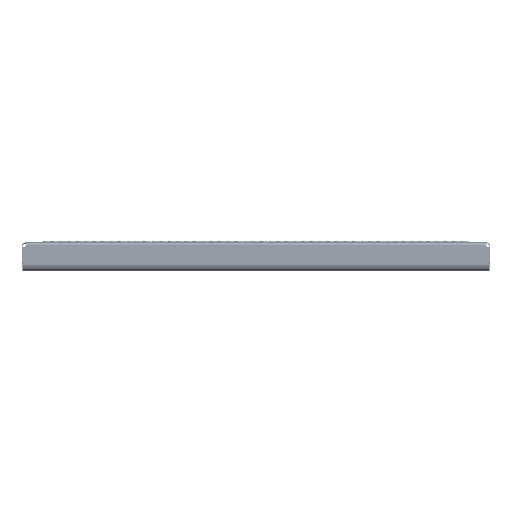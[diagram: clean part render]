
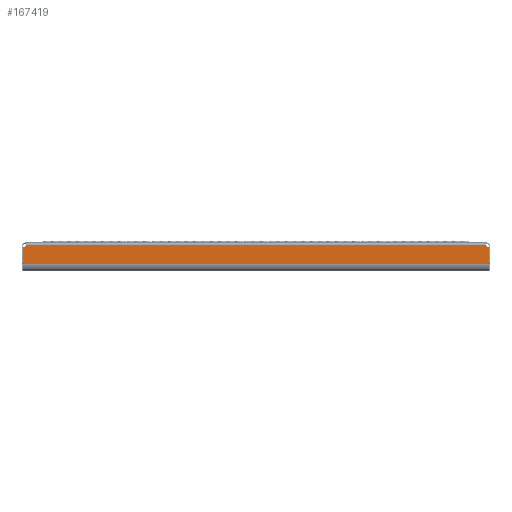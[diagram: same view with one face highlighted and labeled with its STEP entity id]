
A CAD part, top view. The second image highlights one B-rep face of the part: STEP entity #167419.
In plain terms, the highlighted planar face has unit normal (0, 0, 1).
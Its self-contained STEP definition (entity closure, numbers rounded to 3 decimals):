
#1176 = VECTOR ( 'NONE', #3493, 1000. ) ;
#1179 = VECTOR ( 'NONE', #3763, 1000. ) ;
#1184 = VECTOR ( 'NONE', #3786, 1000. ) ;
#1185 = CIRCLE ( 'NONE', #1190, 5. ) ;
#1190 = AXIS2_PLACEMENT_3D ( 'NONE', #3814, #3817, #3819 ) ;
#1191 = VECTOR ( 'NONE', #3824, 1000. ) ;
#1192 = CIRCLE ( 'NONE', #1193, 5. ) ;
#1193 = AXIS2_PLACEMENT_3D ( 'NONE', #3826, #3828, #3830 ) ;
#3490 = CARTESIAN_POINT ( 'NONE',  ( -347.99, -7.185, 125. ) ) ;
#3493 = DIRECTION ( 'NONE',  ( 0., -1., 0. ) ) ;
#3761 = CARTESIAN_POINT ( 'NONE',  ( -349., -4., 125. ) ) ;
#3763 = DIRECTION ( 'NONE',  ( 1., 0., 0. ) ) ;
#3784 = CARTESIAN_POINT ( 'NONE',  ( 347.99, -7.185, 125. ) ) ;
#3786 = DIRECTION ( 'NONE',  ( 0., 1., 0. ) ) ;
#3814 = CARTESIAN_POINT ( 'NONE',  ( 349., -2.288, 125. ) ) ;
#3817 = DIRECTION ( 'NONE',  ( 0., 0., -1. ) ) ;
#3819 = DIRECTION ( 'NONE',  ( 0., -1., 0. ) ) ;
#3821 = CARTESIAN_POINT ( 'NONE',  ( -347.99, -32.498, 125. ) ) ;
#3824 = DIRECTION ( 'NONE',  ( 1., 0., 0. ) ) ;
#3826 = CARTESIAN_POINT ( 'NONE',  ( -349., -2.288, 125. ) ) ;
#3828 = DIRECTION ( 'NONE',  ( 0., 0., -1. ) ) ;
#3830 = DIRECTION ( 'NONE',  ( 0., -1., 0. ) ) ;
#22013 = CARTESIAN_POINT ( 'NONE',  ( 344.302, -4., 125. ) ) ;
#22039 = CARTESIAN_POINT ( 'NONE',  ( -344.302, -4., 125. ) ) ;
#22140 = CARTESIAN_POINT ( 'NONE',  ( -347.99, -7.185, 125. ) ) ;
#22146 = CARTESIAN_POINT ( 'NONE',  ( -347.99, -32.498, 125. ) ) ;
#22178 = CARTESIAN_POINT ( 'NONE',  ( 347.99, -7.185, 125. ) ) ;
#39764 = CARTESIAN_POINT ( 'NONE',  ( 347.99, -32.498, 125. ) ) ;
#44537 = EDGE_LOOP ( 'NONE', ( #194388, #194392, #194384, #194390, #194394, #194397 ) ) ;
#65363 = VERTEX_POINT ( 'NONE', #39764 ) ;
#149363 = PLANE ( 'NONE',  #151780 ) ;
#149364 = CARTESIAN_POINT ( 'NONE',  ( -349., 245.712, 125. ) ) ;
#149365 = DIRECTION ( 'NONE',  ( 0., 0., 1. ) ) ;
#149366 = DIRECTION ( 'NONE',  ( 0., -1., 0. ) ) ;
#151780 = AXIS2_PLACEMENT_3D ( 'NONE', #149364, #149365, #149366 ) ;
#155042 = FACE_OUTER_BOUND ( 'NONE', #44537, .T. ) ;
#167419 = ADVANCED_FACE ( 'NONE', ( #155042 ), #149363, .T. ) ;
#188260 = EDGE_CURVE ( 'NONE', #198861, #198867, #190464, .T. ) ;
#188290 = EDGE_CURVE ( 'NONE', #198801, #198787, #190467, .T. ) ;
#188299 = EDGE_CURVE ( 'NONE', #65363, #198899, #190471, .T. ) ;
#188308 = EDGE_CURVE ( 'NONE', #198899, #198787, #1185, .T. ) ;
#188311 = EDGE_CURVE ( 'NONE', #198867, #65363, #190472, .T. ) ;
#188313 = EDGE_CURVE ( 'NONE', #198801, #198861, #1192, .T. ) ;
#190464 = LINE ( 'NONE', #3490, #1176 ) ;
#190467 = LINE ( 'NONE', #3761, #1179 ) ;
#190471 = LINE ( 'NONE', #3784, #1184 ) ;
#190472 = LINE ( 'NONE', #3821, #1191 ) ;
#194384 = ORIENTED_EDGE ( 'NONE', *, *, #188308, .T. ) ;
#194388 = ORIENTED_EDGE ( 'NONE', *, *, #188311, .T. ) ;
#194390 = ORIENTED_EDGE ( 'NONE', *, *, #188290, .F. ) ;
#194392 = ORIENTED_EDGE ( 'NONE', *, *, #188299, .T. ) ;
#194394 = ORIENTED_EDGE ( 'NONE', *, *, #188313, .T. ) ;
#194397 = ORIENTED_EDGE ( 'NONE', *, *, #188260, .T. ) ;
#198787 = VERTEX_POINT ( 'NONE', #22013 ) ;
#198801 = VERTEX_POINT ( 'NONE', #22039 ) ;
#198861 = VERTEX_POINT ( 'NONE', #22140 ) ;
#198867 = VERTEX_POINT ( 'NONE', #22146 ) ;
#198899 = VERTEX_POINT ( 'NONE', #22178 ) ;
